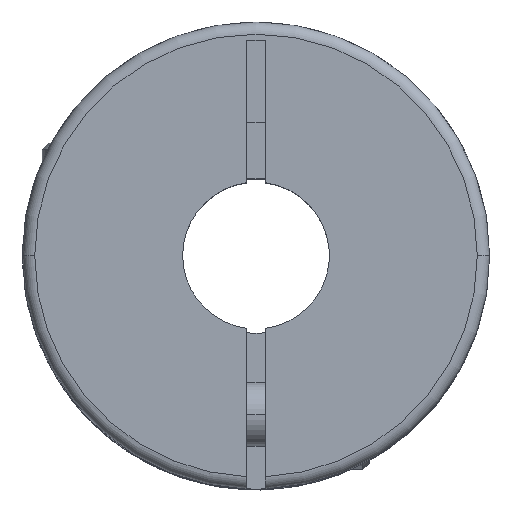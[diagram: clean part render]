
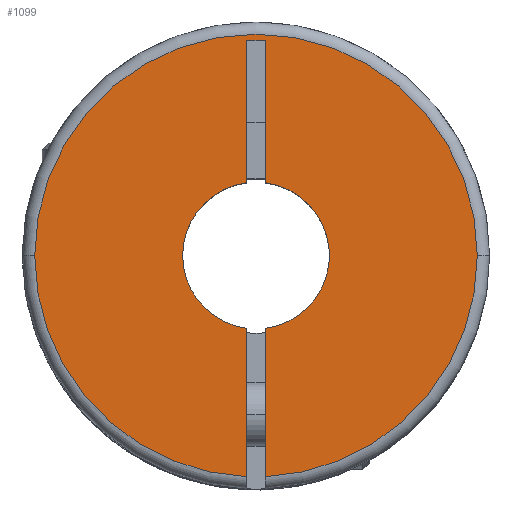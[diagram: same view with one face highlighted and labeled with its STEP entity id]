
A CAD part, top view. The second image highlights one B-rep face of the part: STEP entity #1099.
In plain terms, the highlighted planar face has unit normal (0, 0, 1).
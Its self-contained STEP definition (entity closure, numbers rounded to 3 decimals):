
#20 = CARTESIAN_POINT ( 'NONE',  ( -3., 0., 0. ) ) ;
#28 = VERTEX_POINT ( 'NONE', #1293 ) ;
#53 = AXIS2_PLACEMENT_3D ( 'NONE', #1377, #382, #771 ) ;
#95 = CARTESIAN_POINT ( 'NONE',  ( 0., 0., 0. ) ) ;
#147 = VERTEX_POINT ( 'NONE', #3353 ) ;
#176 = CARTESIAN_POINT ( 'NONE',  ( 0.375, 8.8, 0. ) ) ;
#192 = ORIENTED_EDGE ( 'NONE', *, *, #1094, .T. ) ;
#200 = LINE ( 'NONE', #3948, #242 ) ;
#216 = CIRCLE ( 'NONE', #3448, 3. ) ;
#242 = VECTOR ( 'NONE', #2601, 1000. ) ;
#283 = EDGE_CURVE ( 'NONE', #519, #1934, #2766, .T. ) ;
#322 = PLANE ( 'NONE',  #1309 ) ;
#359 = CIRCLE ( 'NONE', #2826, 9.05 ) ;
#382 = DIRECTION ( 'NONE',  ( 0., 0., -1. ) ) ;
#387 = ORIENTED_EDGE ( 'NONE', *, *, #3303, .T. ) ;
#519 = VERTEX_POINT ( 'NONE', #791 ) ;
#563 = ORIENTED_EDGE ( 'NONE', *, *, #3515, .T. ) ;
#697 = LINE ( 'NONE', #2882, #991 ) ;
#741 = CIRCLE ( 'NONE', #3211, 3. ) ;
#771 = DIRECTION ( 'NONE',  ( -1., 0., 0. ) ) ;
#791 = CARTESIAN_POINT ( 'NONE',  ( -0.375, -9.042, 0. ) ) ;
#896 = DIRECTION ( 'NONE',  ( 0., 0., -1. ) ) ;
#933 = EDGE_CURVE ( 'NONE', #28, #3975, #2140, .T. ) ;
#971 = CIRCLE ( 'NONE', #53, 3. ) ;
#978 = CARTESIAN_POINT ( 'NONE',  ( 0.375, -2.976, 0. ) ) ;
#981 = DIRECTION ( 'NONE',  ( 0., 0., -1. ) ) ;
#991 = VECTOR ( 'NONE', #1865, 1000. ) ;
#1076 = VERTEX_POINT ( 'NONE', #1084 ) ;
#1084 = CARTESIAN_POINT ( 'NONE',  ( -0.375, 2.976, 0. ) ) ;
#1094 = EDGE_CURVE ( 'NONE', #3761, #3380, #741, .T. ) ;
#1099 = ADVANCED_FACE ( 'NONE', ( #3620 ), #322, .F. ) ;
#1161 = DIRECTION ( 'NONE',  ( -1., 0., 0. ) ) ;
#1249 = ORIENTED_EDGE ( 'NONE', *, *, #1429, .F. ) ;
#1293 = CARTESIAN_POINT ( 'NONE',  ( 9.05, 0., 0. ) ) ;
#1309 = AXIS2_PLACEMENT_3D ( 'NONE', #3273, #1913, #3665 ) ;
#1328 = VECTOR ( 'NONE', #1951, 1000. ) ;
#1359 = ORIENTED_EDGE ( 'NONE', *, *, #1936, .F. ) ;
#1377 = CARTESIAN_POINT ( 'NONE',  ( 0., 0., 0. ) ) ;
#1429 = EDGE_CURVE ( 'NONE', #3761, #147, #200, .T. ) ;
#1435 = CARTESIAN_POINT ( 'NONE',  ( 0., 0., 0. ) ) ;
#1536 = DIRECTION ( 'NONE',  ( 0., 0., -1. ) ) ;
#1565 = CARTESIAN_POINT ( 'NONE',  ( 0., 0., 0. ) ) ;
#1651 = ORIENTED_EDGE ( 'NONE', *, *, #283, .F. ) ;
#1665 = CARTESIAN_POINT ( 'NONE',  ( 0., 0., 0. ) ) ;
#1778 = AXIS2_PLACEMENT_3D ( 'NONE', #95, #1536, #1161 ) ;
#1831 = LINE ( 'NONE', #176, #4272 ) ;
#1838 = CARTESIAN_POINT ( 'NONE',  ( 0.375, -9.042, 0. ) ) ;
#1865 = DIRECTION ( 'NONE',  ( 0., -1., 0. ) ) ;
#1913 = DIRECTION ( 'NONE',  ( 0., 0., -1. ) ) ;
#1934 = VERTEX_POINT ( 'NONE', #2757 ) ;
#1936 = EDGE_CURVE ( 'NONE', #1991, #519, #2274, .T. ) ;
#1951 = DIRECTION ( 'NONE',  ( 0., -1., 0. ) ) ;
#1991 = VERTEX_POINT ( 'NONE', #2748 ) ;
#2140 = CIRCLE ( 'NONE', #2648, 9.05 ) ;
#2194 = VECTOR ( 'NONE', #2705, 1000. ) ;
#2218 = EDGE_CURVE ( 'NONE', #3975, #3380, #2314, .T. ) ;
#2231 = DIRECTION ( 'NONE',  ( -1., 0., 0. ) ) ;
#2254 = ORIENTED_EDGE ( 'NONE', *, *, #2982, .F. ) ;
#2257 = ORIENTED_EDGE ( 'NONE', *, *, #3197, .F. ) ;
#2274 = LINE ( 'NONE', #3215, #1328 ) ;
#2314 = LINE ( 'NONE', #4067, #2194 ) ;
#2518 = EDGE_LOOP ( 'NONE', ( #1651, #1359, #563, #387, #2257, #3528, #1249, #192, #3428, #2689, #2254 ) ) ;
#2601 = DIRECTION ( 'NONE',  ( 0., 1., 0. ) ) ;
#2628 = VERTEX_POINT ( 'NONE', #20 ) ;
#2648 = AXIS2_PLACEMENT_3D ( 'NONE', #1435, #896, #4245 ) ;
#2689 = ORIENTED_EDGE ( 'NONE', *, *, #933, .F. ) ;
#2705 = DIRECTION ( 'NONE',  ( 0., 1., 0. ) ) ;
#2748 = CARTESIAN_POINT ( 'NONE',  ( -0.375, -2.976, 0. ) ) ;
#2757 = CARTESIAN_POINT ( 'NONE',  ( -9.05, 0., 0. ) ) ;
#2766 = CIRCLE ( 'NONE', #1778, 9.05 ) ;
#2826 = AXIS2_PLACEMENT_3D ( 'NONE', #1665, #981, #3034 ) ;
#2882 = CARTESIAN_POINT ( 'NONE',  ( -0.375, 8.8, 0. ) ) ;
#2982 = EDGE_CURVE ( 'NONE', #1934, #28, #359, .T. ) ;
#3034 = DIRECTION ( 'NONE',  ( -1., 0., 0. ) ) ;
#3162 = CARTESIAN_POINT ( 'NONE',  ( 0., 0., 0. ) ) ;
#3176 = DIRECTION ( 'NONE',  ( -1., 0., 0. ) ) ;
#3197 = EDGE_CURVE ( 'NONE', #4181, #1076, #697, .T. ) ;
#3211 = AXIS2_PLACEMENT_3D ( 'NONE', #1565, #3335, #3980 ) ;
#3215 = CARTESIAN_POINT ( 'NONE',  ( -0.375, 8.8, 0. ) ) ;
#3273 = CARTESIAN_POINT ( 'NONE',  ( 0., 0., 0. ) ) ;
#3303 = EDGE_CURVE ( 'NONE', #2628, #1076, #216, .T. ) ;
#3335 = DIRECTION ( 'NONE',  ( 0., 0., -1. ) ) ;
#3353 = CARTESIAN_POINT ( 'NONE',  ( 0.375, 8.8, 0. ) ) ;
#3380 = VERTEX_POINT ( 'NONE', #978 ) ;
#3428 = ORIENTED_EDGE ( 'NONE', *, *, #2218, .F. ) ;
#3448 = AXIS2_PLACEMENT_3D ( 'NONE', #3162, #3555, #2231 ) ;
#3515 = EDGE_CURVE ( 'NONE', #1991, #2628, #971, .T. ) ;
#3522 = CARTESIAN_POINT ( 'NONE',  ( -0.375, 8.8, 0. ) ) ;
#3528 = ORIENTED_EDGE ( 'NONE', *, *, #4225, .F. ) ;
#3555 = DIRECTION ( 'NONE',  ( 0., 0., -1. ) ) ;
#3620 = FACE_OUTER_BOUND ( 'NONE', #2518, .T. ) ;
#3665 = DIRECTION ( 'NONE',  ( 0., -1., 0. ) ) ;
#3761 = VERTEX_POINT ( 'NONE', #4172 ) ;
#3948 = CARTESIAN_POINT ( 'NONE',  ( 0.375, -9.55, 0. ) ) ;
#3975 = VERTEX_POINT ( 'NONE', #1838 ) ;
#3980 = DIRECTION ( 'NONE',  ( -1., 0., 0. ) ) ;
#4067 = CARTESIAN_POINT ( 'NONE',  ( 0.375, -9.55, 0. ) ) ;
#4172 = CARTESIAN_POINT ( 'NONE',  ( 0.375, 2.976, 0. ) ) ;
#4181 = VERTEX_POINT ( 'NONE', #3522 ) ;
#4225 = EDGE_CURVE ( 'NONE', #147, #4181, #1831, .T. ) ;
#4245 = DIRECTION ( 'NONE',  ( -1., 0., 0. ) ) ;
#4272 = VECTOR ( 'NONE', #3176, 1000. ) ;
